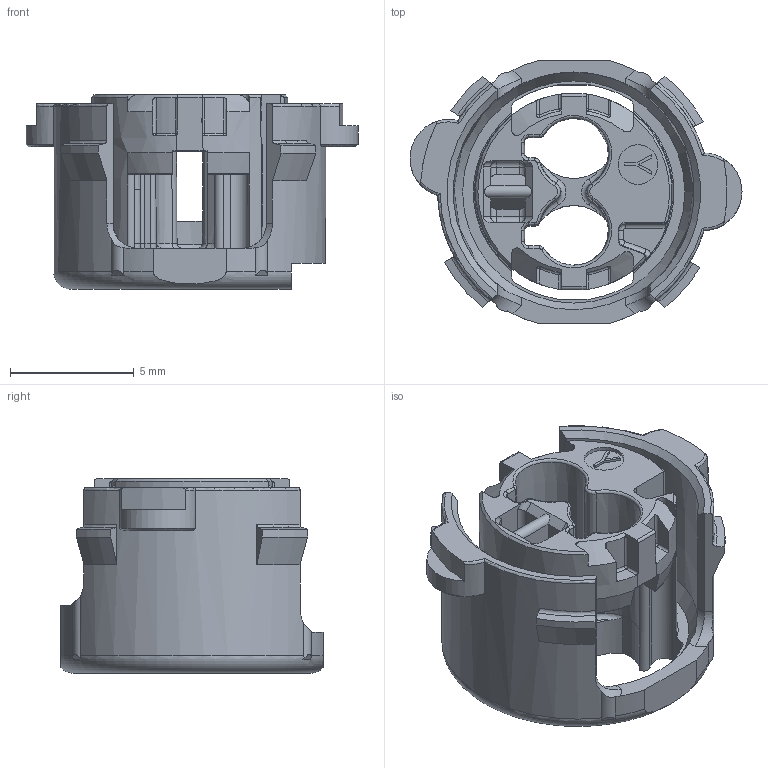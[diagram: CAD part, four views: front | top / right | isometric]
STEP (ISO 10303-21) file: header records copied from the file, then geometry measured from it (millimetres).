
FILE_DESCRIPTION(/* description */ (''),/* implementation_level */ '2;1');
FILE_NAME(/* name */ '999-U-002-1-C04_B01_33401507_Y_.stp',/* time_stamp */ '2014-06-27T11:03:47+02:00',/* author */ (''),/* organization */ (''),/* preprocessor_version */ 'ST-DEVELOPER v14',/* originating_system */ 'SIEMENS PLM Software NX 8.0',/* authorisation */ '');
FILE_SCHEMA (('AUTOMOTIVE_DESIGN { 1 0 10303 214 3 1 1 1 }'));
Length unit declared in the file: millimetre
Products named in the file (1): 33401507-ENV01_01
Bounding box: 13.42 x 10.6 x 7.85 mm (x, y, z)
Volume: 346.9 mm3; surface area: 807.8 mm2
Topology: 1 solids, 1 shells, 333 faces, 905 edges, 562 vertices
Faces by surface type: cylinder 108, plane 105, cone 51, torus 47, sphere 12, bspline 8, extrusion 2
Full cylindrical faces by diameter (mm): 1.6 x1
Entity records: 11848 total; most frequent: CARTESIAN_POINT 3689, ORIENTED_EDGE 1782, DIRECTION 1663, EDGE_CURVE 891, AXIS2_PLACEMENT_3D 664, VERTEX_POINT 561, EDGE_LOOP 342, VECTOR 335
